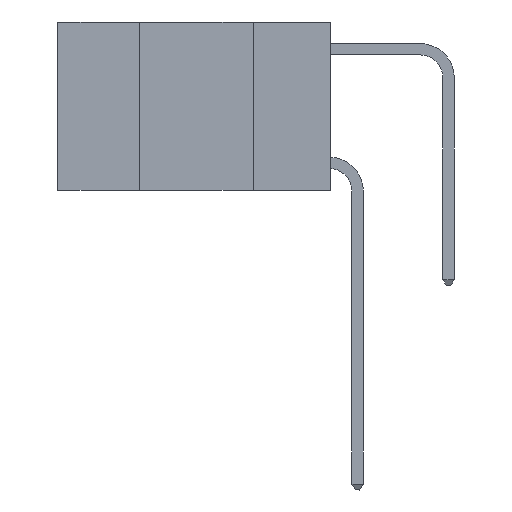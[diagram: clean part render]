
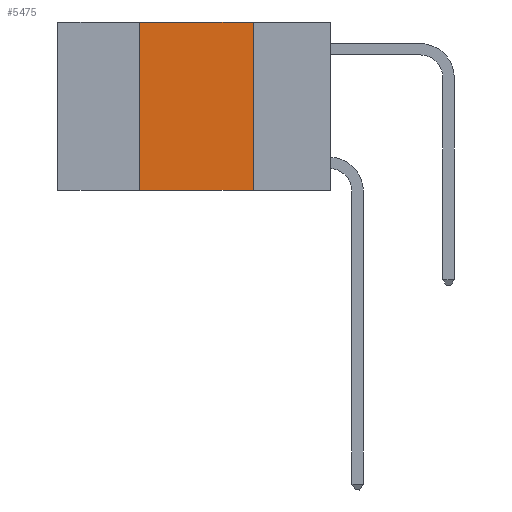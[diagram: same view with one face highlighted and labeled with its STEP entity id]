
A CAD part, left-side view. The second image highlights one B-rep face of the part: STEP entity #5475.
In plain terms, the highlighted planar face has unit normal (-1, 0, 0).
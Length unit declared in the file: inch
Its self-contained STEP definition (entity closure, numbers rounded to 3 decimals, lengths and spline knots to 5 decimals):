
#295 = AXIS2_PLACEMENT_3D ( 'NONE', #10820, #8496, #3095 ) ;
#435 = CARTESIAN_POINT ( 'NONE',  ( 0., 0.42, 0. ) ) ;
#522 = CARTESIAN_POINT ( 'NONE',  ( 0., 0.6, 0. ) ) ;
#523 = VECTOR ( 'NONE', #10908, 39.37008 ) ;
#1414 = CARTESIAN_POINT ( 'NONE',  ( 0., 0.42, 0. ) ) ;
#1446 = CARTESIAN_POINT ( 'NONE',  ( 0., 0.17, 0. ) ) ;
#1927 = VERTEX_POINT ( 'NONE', #9923 ) ;
#2258 = EDGE_CURVE ( 'NONE', #3386, #2440, #11052, .T. ) ;
#2321 = DIRECTION ( 'NONE',  ( 0., 0., -1. ) ) ;
#2440 = VERTEX_POINT ( 'NONE', #10246 ) ;
#2999 = VECTOR ( 'NONE', #7626, 39.37008 ) ;
#3095 = DIRECTION ( 'NONE',  ( 0., 0., -1. ) ) ;
#3386 = VERTEX_POINT ( 'NONE', #1414 ) ;
#4053 = CARTESIAN_POINT ( 'NONE',  ( 0., 0.6, -0.37 ) ) ;
#4630 = CARTESIAN_POINT ( 'NONE',  ( 0., 0.42, -0.37 ) ) ;
#4780 = VERTEX_POINT ( 'NONE', #4630 ) ;
#4792 = LINE ( 'NONE', #1446, #9481 ) ;
#4851 = PLANE ( 'NONE',  #295 ) ;
#5085 = DIRECTION ( 'NONE',  ( 0., -1., 0. ) ) ;
#5475 = ADVANCED_FACE ( 'NONE', ( #7766 ), #4851, .F. ) ;
#5622 = LINE ( 'NONE', #435, #2999 ) ;
#5744 = ORIENTED_EDGE ( 'NONE', *, *, #2258, .F. ) ;
#6631 = VECTOR ( 'NONE', #5085, 39.37008 ) ;
#7376 = ORIENTED_EDGE ( 'NONE', *, *, #8417, .T. ) ;
#7626 = DIRECTION ( 'NONE',  ( 0., 0., 1. ) ) ;
#7766 = FACE_OUTER_BOUND ( 'NONE', #9668, .T. ) ;
#8417 = EDGE_CURVE ( 'NONE', #4780, #1927, #9876, .T. ) ;
#8496 = DIRECTION ( 'NONE',  ( 1., 0., 0. ) ) ;
#8684 = ORIENTED_EDGE ( 'NONE', *, *, #9184, .F. ) ;
#9184 = EDGE_CURVE ( 'NONE', #4780, #3386, #5622, .T. ) ;
#9345 = EDGE_CURVE ( 'NONE', #2440, #1927, #4792, .T. ) ;
#9481 = VECTOR ( 'NONE', #2321, 39.37008 ) ;
#9668 = EDGE_LOOP ( 'NONE', ( #9937, #5744, #8684, #7376 ) ) ;
#9876 = LINE ( 'NONE', #4053, #523 ) ;
#9923 = CARTESIAN_POINT ( 'NONE',  ( 0., 0.17, -0.37 ) ) ;
#9937 = ORIENTED_EDGE ( 'NONE', *, *, #9345, .F. ) ;
#10246 = CARTESIAN_POINT ( 'NONE',  ( 0., 0.17, 0. ) ) ;
#10820 = CARTESIAN_POINT ( 'NONE',  ( 0., 0.6, 0. ) ) ;
#10908 = DIRECTION ( 'NONE',  ( 0., -1., 0. ) ) ;
#11052 = LINE ( 'NONE', #522, #6631 ) ;
